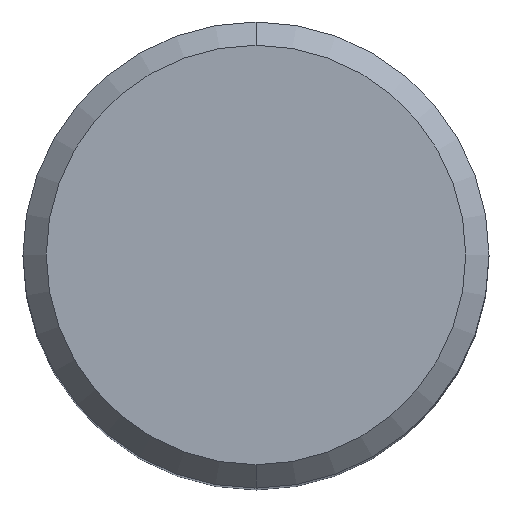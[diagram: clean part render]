
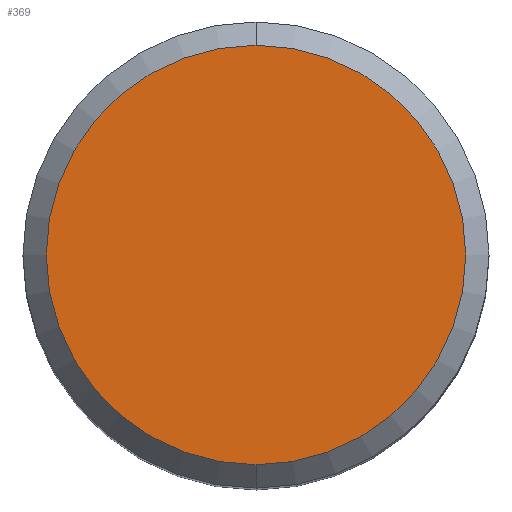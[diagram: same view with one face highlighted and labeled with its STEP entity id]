
A CAD part, top view. The second image highlights one B-rep face of the part: STEP entity #369.
In plain terms, the highlighted planar face has unit normal (0, 0, 1).
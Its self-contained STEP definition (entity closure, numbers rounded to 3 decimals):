
#369=ADVANCED_FACE('',(#982),#983,.T.);
#393=VERTEX_POINT('',#1010);
#483=VERTEX_POINT('',#1108);
#605=EDGE_CURVE('',#393,#483,#1242,.T.);
#811=EDGE_CURVE('',#483,#393,#1462,.T.);
#982=FACE_OUTER_BOUND('',#1842,.T.);
#983=PLANE('',#1843);
#1010=CARTESIAN_POINT('',(0.,-9.0,0.));
#1108=CARTESIAN_POINT('',(0.0,9.0,0.));
#1242=CIRCLE('',#2892,9.0);
#1462=CIRCLE('',#8374,9.0);
#1842=EDGE_LOOP('',(#10403,#10404));
#1843=AXIS2_PLACEMENT_3D('',#10405,#10406,#10407);
#2892=AXIS2_PLACEMENT_3D('',#10675,#10676,#10677);
#8374=AXIS2_PLACEMENT_3D('',#10848,#10849,#10850);
#10403=ORIENTED_EDGE('',*,*,#811,.F.);
#10404=ORIENTED_EDGE('',*,*,#605,.F.);
#10405=CARTESIAN_POINT('',(0.0,4.5,0.));
#10406=DIRECTION('',(-0.0,0.0,1.0));
#10407=DIRECTION('',(0.0,-1.0,0.0));
#10675=CARTESIAN_POINT('',(0.0,0.0,0.));
#10676=DIRECTION('',(0.0,0.0,-1.0));
#10677=DIRECTION('',(0.0,1.0,0.0));
#10848=CARTESIAN_POINT('',(0.0,0.0,0.));
#10849=DIRECTION('',(0.0,0.0,-1.0));
#10850=DIRECTION('',(0.0,1.0,0.0));
